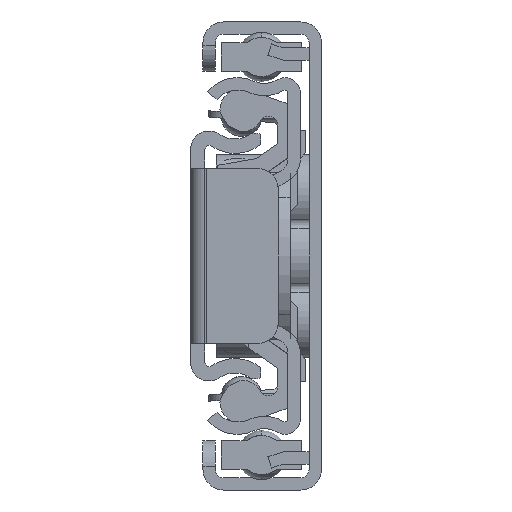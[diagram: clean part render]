
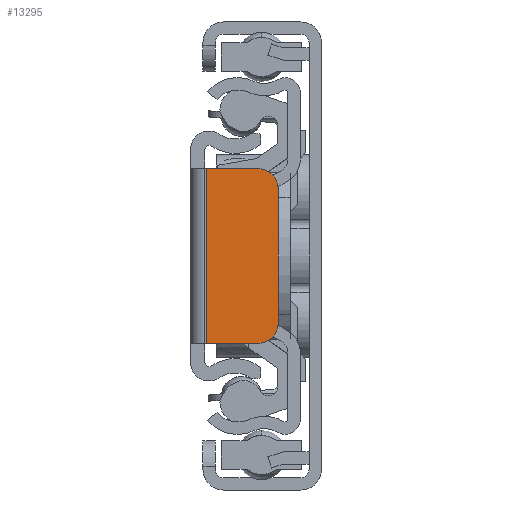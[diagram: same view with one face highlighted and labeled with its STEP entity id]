
A CAD part, front view. The second image highlights one B-rep face of the part: STEP entity #13295.
In plain terms, the highlighted face is planar.
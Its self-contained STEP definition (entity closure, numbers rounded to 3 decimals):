
#12110=DIRECTION('',(0.,0.,1.));
#12111=VECTOR('',#12110,17.);
#12112=CARTESIAN_POINT('',(-1.9,396.5,-8.5));
#12113=LINE('',#12112,#12111);
#12114=DIRECTION('',(-1.,0.,0.));
#12115=VECTOR('',#12114,5.);
#12116=CARTESIAN_POINT('',(3.1,396.5,-8.5));
#12117=LINE('',#12116,#12115);
#12118=CARTESIAN_POINT('',(3.1,396.5,-6.5));
#12119=DIRECTION('',(0.,1.,0.));
#12120=DIRECTION('',(1.,0.,0.));
#12121=AXIS2_PLACEMENT_3D('',#12118,#12119,#12120);
#12123=DIRECTION('',(0.,0.,-1.));
#12124=VECTOR('',#12123,13.);
#12125=CARTESIAN_POINT('',(5.1,396.5,6.5));
#12126=LINE('',#12125,#12124);
#12127=CARTESIAN_POINT('',(3.1,396.5,6.5));
#12128=DIRECTION('',(0.,1.,0.));
#12129=DIRECTION('',(0.,0.,1.));
#12130=AXIS2_PLACEMENT_3D('',#12127,#12128,#12129);
#12132=DIRECTION('',(1.,0.,0.));
#12133=VECTOR('',#12132,5.);
#12134=CARTESIAN_POINT('',(-1.9,396.5,8.5));
#12135=LINE('',#12134,#12133);
#12432=CARTESIAN_POINT('',(3.1,396.5,8.5));
#12433=CARTESIAN_POINT('',(5.1,396.5,6.5));
#12434=VERTEX_POINT('',#12432);
#12435=VERTEX_POINT('',#12433);
#12436=CARTESIAN_POINT('',(5.1,396.5,-6.5));
#12437=VERTEX_POINT('',#12436);
#12438=CARTESIAN_POINT('',(3.1,396.5,-8.5));
#12439=VERTEX_POINT('',#12438);
#12440=CARTESIAN_POINT('',(-1.9,396.5,8.5));
#12442=VERTEX_POINT('',#12440);
#12446=CARTESIAN_POINT('',(-1.9,396.5,-8.5));
#12447=VERTEX_POINT('',#12446);
#13279=CARTESIAN_POINT('',(-3.4,396.5,0.));
#13280=DIRECTION('',(0.,1.,0.));
#13281=DIRECTION('',(1.,0.,0.));
#13282=AXIS2_PLACEMENT_3D('',#13279,#13280,#13281);
#13283=PLANE('',#13282);
#13284=ORIENTED_EDGE('',*,*,#13256,.F.);
#13285=ORIENTED_EDGE('',*,*,#13242,.F.);
#13287=ORIENTED_EDGE('',*,*,#13286,.F.);
#13289=ORIENTED_EDGE('',*,*,#13288,.F.);
#13291=ORIENTED_EDGE('',*,*,#13290,.F.);
#13292=ORIENTED_EDGE('',*,*,#13267,.F.);
#13293=EDGE_LOOP('',(#13284,#13285,#13287,#13289,#13291,#13292));
#13294=FACE_OUTER_BOUND('',#13293,.F.);
#13295=ADVANCED_FACE('',(#13294),#13283,.T.);
#12122=CIRCLE('',#12121,2.);
#12131=CIRCLE('',#12130,2.);
#13242=EDGE_CURVE('',#12439,#12447,#12117,.T.);
#13256=EDGE_CURVE('',#12447,#12442,#12113,.T.);
#13267=EDGE_CURVE('',#12442,#12434,#12135,.T.);
#13286=EDGE_CURVE('',#12437,#12439,#12122,.T.);
#13288=EDGE_CURVE('',#12435,#12437,#12126,.T.);
#13290=EDGE_CURVE('',#12434,#12435,#12131,.T.);
